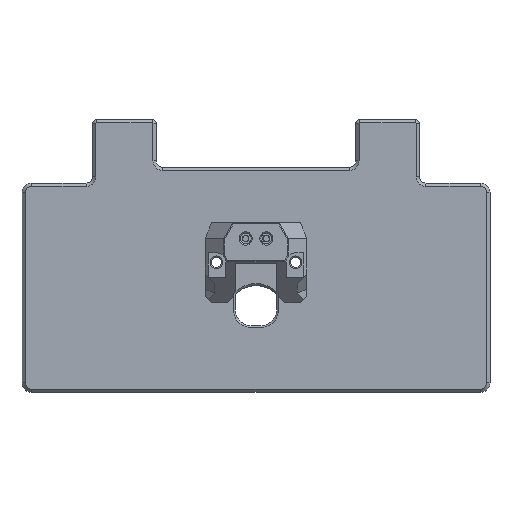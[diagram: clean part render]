
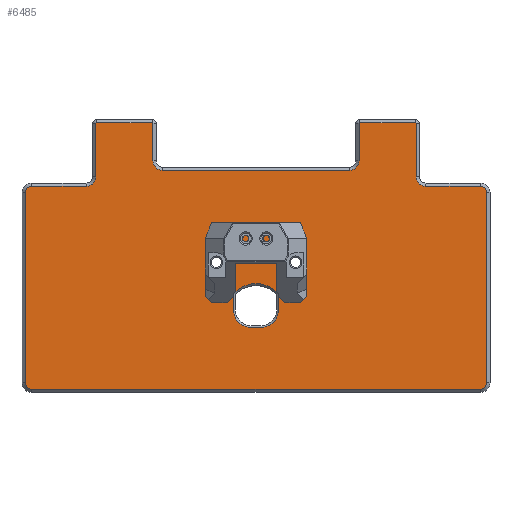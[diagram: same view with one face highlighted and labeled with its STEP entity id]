
A CAD part, top view. The second image highlights one B-rep face of the part: STEP entity #6485.
In plain terms, the highlighted face is planar.
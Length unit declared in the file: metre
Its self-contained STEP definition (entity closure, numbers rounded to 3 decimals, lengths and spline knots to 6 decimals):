
#172=CIRCLE('',#7021,0.00295);
#173=CIRCLE('',#7022,0.00295);
#174=CIRCLE('',#7023,0.0002);
#175=CIRCLE('',#7024,0.0002);
#176=CIRCLE('',#7025,0.003);
#177=CIRCLE('',#7026,0.002);
#178=CIRCLE('',#7027,0.002);
#179=CIRCLE('',#7028,0.002);
#180=CIRCLE('',#7029,0.002);
#181=CIRCLE('',#7030,0.003);
#182=CIRCLE('',#7031,0.0002);
#183=CIRCLE('',#7032,0.0002);
#184=CIRCLE('',#7033,0.003);
#185=CIRCLE('',#7034,0.003);
#186=CIRCLE('',#7035,0.0096);
#187=CIRCLE('',#7036,0.0056);
#188=CIRCLE('',#7037,0.0056);
#560=ORIENTED_EDGE('',*,*,#2474,.T.);
#561=ORIENTED_EDGE('',*,*,#2475,.T.);
#562=ORIENTED_EDGE('',*,*,#2476,.T.);
#563=ORIENTED_EDGE('',*,*,#2477,.T.);
#564=ORIENTED_EDGE('',*,*,#2478,.T.);
#565=ORIENTED_EDGE('',*,*,#2479,.T.);
#566=ORIENTED_EDGE('',*,*,#2480,.T.);
#567=ORIENTED_EDGE('',*,*,#2481,.T.);
#568=ORIENTED_EDGE('',*,*,#2482,.T.);
#569=ORIENTED_EDGE('',*,*,#2483,.T.);
#570=ORIENTED_EDGE('',*,*,#2484,.T.);
#571=ORIENTED_EDGE('',*,*,#2485,.T.);
#572=ORIENTED_EDGE('',*,*,#2486,.T.);
#573=ORIENTED_EDGE('',*,*,#2487,.T.);
#574=ORIENTED_EDGE('',*,*,#2488,.T.);
#575=ORIENTED_EDGE('',*,*,#2489,.T.);
#576=ORIENTED_EDGE('',*,*,#2490,.T.);
#577=ORIENTED_EDGE('',*,*,#2491,.T.);
#578=ORIENTED_EDGE('',*,*,#2492,.T.);
#579=ORIENTED_EDGE('',*,*,#2493,.T.);
#580=ORIENTED_EDGE('',*,*,#2494,.T.);
#581=ORIENTED_EDGE('',*,*,#2495,.T.);
#582=ORIENTED_EDGE('',*,*,#2496,.T.);
#583=ORIENTED_EDGE('',*,*,#2497,.T.);
#584=ORIENTED_EDGE('',*,*,#2498,.T.);
#585=ORIENTED_EDGE('',*,*,#2499,.T.);
#586=ORIENTED_EDGE('',*,*,#2500,.T.);
#587=ORIENTED_EDGE('',*,*,#2501,.T.);
#588=ORIENTED_EDGE('',*,*,#2502,.T.);
#589=ORIENTED_EDGE('',*,*,#2503,.T.);
#590=ORIENTED_EDGE('',*,*,#2504,.T.);
#591=ORIENTED_EDGE('',*,*,#2505,.T.);
#2474=EDGE_CURVE('',#3425,#3425,#172,.T.);
#2475=EDGE_CURVE('',#3426,#3426,#173,.T.);
#2476=EDGE_CURVE('',#3427,#3428,#4021,.T.);
#2477=EDGE_CURVE('',#3428,#3429,#174,.F.);
#2478=EDGE_CURVE('',#3429,#3430,#4022,.T.);
#2479=EDGE_CURVE('',#3430,#3431,#175,.F.);
#2480=EDGE_CURVE('',#3431,#3432,#4023,.T.);
#2481=EDGE_CURVE('',#3432,#3433,#176,.T.);
#2482=EDGE_CURVE('',#3433,#3434,#4024,.T.);
#2483=EDGE_CURVE('',#3434,#3435,#177,.F.);
#2484=EDGE_CURVE('',#3435,#3436,#4025,.T.);
#2485=EDGE_CURVE('',#3436,#3437,#178,.F.);
#2486=EDGE_CURVE('',#3437,#3438,#4026,.T.);
#2487=EDGE_CURVE('',#3438,#3439,#179,.F.);
#2488=EDGE_CURVE('',#3439,#3440,#4027,.T.);
#2489=EDGE_CURVE('',#3440,#3441,#180,.F.);
#2490=EDGE_CURVE('',#3441,#3442,#4028,.T.);
#2491=EDGE_CURVE('',#3442,#3443,#181,.T.);
#2492=EDGE_CURVE('',#3443,#3444,#4029,.T.);
#2493=EDGE_CURVE('',#3444,#3445,#182,.F.);
#2494=EDGE_CURVE('',#3445,#3446,#4030,.T.);
#2495=EDGE_CURVE('',#3446,#3447,#183,.F.);
#2496=EDGE_CURVE('',#3447,#3448,#4031,.T.);
#2497=EDGE_CURVE('',#3448,#3449,#184,.T.);
#2498=EDGE_CURVE('',#3449,#3450,#4032,.T.);
#2499=EDGE_CURVE('',#3450,#3427,#185,.T.);
#2500=EDGE_CURVE('',#3451,#3452,#4033,.T.);
#2501=EDGE_CURVE('',#3452,#3453,#186,.T.);
#2502=EDGE_CURVE('',#3453,#3454,#4034,.T.);
#2503=EDGE_CURVE('',#3454,#3455,#187,.T.);
#2504=EDGE_CURVE('',#3455,#3456,#4035,.T.);
#2505=EDGE_CURVE('',#3456,#3451,#188,.T.);
#3425=VERTEX_POINT('',#9791);
#3426=VERTEX_POINT('',#9793);
#3427=VERTEX_POINT('',#9795);
#3428=VERTEX_POINT('',#9796);
#3429=VERTEX_POINT('',#9798);
#3430=VERTEX_POINT('',#9800);
#3431=VERTEX_POINT('',#9802);
#3432=VERTEX_POINT('',#9804);
#3433=VERTEX_POINT('',#9806);
#3434=VERTEX_POINT('',#9808);
#3435=VERTEX_POINT('',#9810);
#3436=VERTEX_POINT('',#9812);
#3437=VERTEX_POINT('',#9814);
#3438=VERTEX_POINT('',#9816);
#3439=VERTEX_POINT('',#9818);
#3440=VERTEX_POINT('',#9820);
#3441=VERTEX_POINT('',#9822);
#3442=VERTEX_POINT('',#9824);
#3443=VERTEX_POINT('',#9826);
#3444=VERTEX_POINT('',#9828);
#3445=VERTEX_POINT('',#9830);
#3446=VERTEX_POINT('',#9832);
#3447=VERTEX_POINT('',#9834);
#3448=VERTEX_POINT('',#9836);
#3449=VERTEX_POINT('',#9838);
#3450=VERTEX_POINT('',#9840);
#3451=VERTEX_POINT('',#9843);
#3452=VERTEX_POINT('',#9844);
#3453=VERTEX_POINT('',#9846);
#3454=VERTEX_POINT('',#9848);
#3455=VERTEX_POINT('',#9850);
#3456=VERTEX_POINT('',#9852);
#4021=LINE('',#9794,#4740);
#4022=LINE('',#9799,#4741);
#4023=LINE('',#9803,#4742);
#4024=LINE('',#9807,#4743);
#4025=LINE('',#9811,#4744);
#4026=LINE('',#9815,#4745);
#4027=LINE('',#9819,#4746);
#4028=LINE('',#9823,#4747);
#4029=LINE('',#9827,#4748);
#4030=LINE('',#9831,#4749);
#4031=LINE('',#9835,#4750);
#4032=LINE('',#9839,#4751);
#4033=LINE('',#9842,#4752);
#4034=LINE('',#9847,#4753);
#4035=LINE('',#9851,#4754);
#4740=VECTOR('',#7778,1.);
#4741=VECTOR('',#7781,1.);
#4742=VECTOR('',#7784,1.);
#4743=VECTOR('',#7787,1.);
#4744=VECTOR('',#7790,1.);
#4745=VECTOR('',#7793,1.);
#4746=VECTOR('',#7796,1.);
#4747=VECTOR('',#7799,1.);
#4748=VECTOR('',#7802,1.);
#4749=VECTOR('',#7805,1.);
#4750=VECTOR('',#7808,1.);
#4751=VECTOR('',#7811,1.);
#4752=VECTOR('',#7814,1.);
#4753=VECTOR('',#7817,1.);
#4754=VECTOR('',#7820,1.);
#5377=EDGE_LOOP('',(#560));
#5378=EDGE_LOOP('',(#561));
#5379=EDGE_LOOP('',(#562,#563,#564,#565,#566,#567,#568,#569,#570,#571,#572,
#573,#574,#575,#576,#577,#578,#579,#580,#581,#582,#583,#584,#585));
#5380=EDGE_LOOP('',(#586,#587,#588,#589,#590,#591));
#5810=FACE_BOUND('',#5377,.T.);
#5811=FACE_BOUND('',#5378,.T.);
#5812=FACE_BOUND('',#5379,.T.);
#5813=FACE_BOUND('',#5380,.T.);
#6236=PLANE('',#7020);
#6485=ADVANCED_FACE('',(#5810,#5811,#5812,#5813),#6236,.F.);
#7020=AXIS2_PLACEMENT_3D('',#9789,#7772,#7773);
#7021=AXIS2_PLACEMENT_3D('',#9790,#7774,#7775);
#7022=AXIS2_PLACEMENT_3D('',#9792,#7776,#7777);
#7023=AXIS2_PLACEMENT_3D('',#9797,#7779,#7780);
#7024=AXIS2_PLACEMENT_3D('',#9801,#7782,#7783);
#7025=AXIS2_PLACEMENT_3D('',#9805,#7785,#7786);
#7026=AXIS2_PLACEMENT_3D('',#9809,#7788,#7789);
#7027=AXIS2_PLACEMENT_3D('',#9813,#7791,#7792);
#7028=AXIS2_PLACEMENT_3D('',#9817,#7794,#7795);
#7029=AXIS2_PLACEMENT_3D('',#9821,#7797,#7798);
#7030=AXIS2_PLACEMENT_3D('',#9825,#7800,#7801);
#7031=AXIS2_PLACEMENT_3D('',#9829,#7803,#7804);
#7032=AXIS2_PLACEMENT_3D('',#9833,#7806,#7807);
#7033=AXIS2_PLACEMENT_3D('',#9837,#7809,#7810);
#7034=AXIS2_PLACEMENT_3D('',#9841,#7812,#7813);
#7035=AXIS2_PLACEMENT_3D('',#9845,#7815,#7816);
#7036=AXIS2_PLACEMENT_3D('',#9849,#7818,#7819);
#7037=AXIS2_PLACEMENT_3D('',#9853,#7821,#7822);
#7772=DIRECTION('',(0.,0.,1.));
#7773=DIRECTION('',(1.,0.,0.));
#7774=DIRECTION('',(0.,0.,1.));
#7775=DIRECTION('',(1.,0.,0.));
#7776=DIRECTION('',(0.,0.,1.));
#7777=DIRECTION('',(1.,0.,0.));
#7778=DIRECTION('',(0.,-1.,0.));
#7779=DIRECTION('',(0.,0.,1.));
#7780=DIRECTION('',(1.,0.,0.));
#7781=DIRECTION('',(-1.,0.,0.));
#7782=DIRECTION('',(0.,0.,1.));
#7783=DIRECTION('',(1.,0.,0.));
#7784=DIRECTION('',(0.,1.,0.));
#7785=DIRECTION('',(0.,0.,1.));
#7786=DIRECTION('',(1.,0.,0.));
#7787=DIRECTION('',(-1.,0.,0.));
#7788=DIRECTION('',(0.,0.,1.));
#7789=DIRECTION('',(1.,0.,0.));
#7790=DIRECTION('',(0.,1.,0.));
#7791=DIRECTION('',(0.,0.,1.));
#7792=DIRECTION('',(1.,0.,0.));
#7793=DIRECTION('',(1.,0.,0.));
#7794=DIRECTION('',(0.,0.,1.));
#7795=DIRECTION('',(1.,0.,0.));
#7796=DIRECTION('',(0.,-1.,0.));
#7797=DIRECTION('',(0.,0.,1.));
#7798=DIRECTION('',(1.,0.,0.));
#7799=DIRECTION('',(-1.,0.,0.));
#7800=DIRECTION('',(0.,0.,1.));
#7801=DIRECTION('',(1.,0.,0.));
#7802=DIRECTION('',(0.,-1.,0.));
#7803=DIRECTION('',(0.,0.,1.));
#7804=DIRECTION('',(1.,0.,0.));
#7805=DIRECTION('',(-1.,0.,0.));
#7806=DIRECTION('',(0.,0.,1.));
#7807=DIRECTION('',(1.,0.,0.));
#7808=DIRECTION('',(0.,1.,0.));
#7809=DIRECTION('',(0.,0.,1.));
#7810=DIRECTION('',(1.,0.,0.));
#7811=DIRECTION('',(-1.,0.,0.));
#7812=DIRECTION('',(0.,0.,1.));
#7813=DIRECTION('',(1.,0.,0.));
#7814=DIRECTION('',(0.,-1.,0.));
#7815=DIRECTION('',(0.,0.,1.));
#7816=DIRECTION('',(1.,0.,0.));
#7817=DIRECTION('',(0.,1.,0.));
#7818=DIRECTION('',(0.,0.,1.));
#7819=DIRECTION('',(1.,0.,0.));
#7820=DIRECTION('',(-1.,0.,0.));
#7821=DIRECTION('',(0.,0.,1.));
#7822=DIRECTION('',(1.,0.,0.));
#9789=CARTESIAN_POINT('',(0.,0.,0.002));
#9790=CARTESIAN_POINT('',(-0.0125,0.025,0.002));
#9791=CARTESIAN_POINT('',(-0.00955,0.025,0.002));
#9792=CARTESIAN_POINT('',(0.0125,0.025,0.002));
#9793=CARTESIAN_POINT('',(0.01545,0.025,0.002));
#9794=CARTESIAN_POINT('',(-0.0325,-0.0188,0.002));
#9795=CARTESIAN_POINT('',(-0.0325,-0.007,0.002));
#9796=CARTESIAN_POINT('',(-0.0325,-0.0188,0.002));
#9797=CARTESIAN_POINT('',(-0.0327,-0.0188,0.002));
#9798=CARTESIAN_POINT('',(-0.0327,-0.019,0.002));
#9799=CARTESIAN_POINT('',(-0.0503,-0.019,0.002));
#9800=CARTESIAN_POINT('',(-0.0503,-0.019,0.002));
#9801=CARTESIAN_POINT('',(-0.0503,-0.0188,0.002));
#9802=CARTESIAN_POINT('',(-0.0505,-0.0188,0.002));
#9803=CARTESIAN_POINT('',(-0.0505,-0.002,0.002));
#9804=CARTESIAN_POINT('',(-0.0505,-0.002,0.002));
#9805=CARTESIAN_POINT('',(-0.0535,-0.002,0.002));
#9806=CARTESIAN_POINT('',(-0.0535,0.001,0.002));
#9807=CARTESIAN_POINT('',(-0.0708,0.001,0.002));
#9808=CARTESIAN_POINT('',(-0.0708,0.001,0.002));
#9809=CARTESIAN_POINT('',(-0.0708,0.003,0.002));
#9810=CARTESIAN_POINT('',(-0.0728,0.003,0.002));
#9811=CARTESIAN_POINT('',(-0.0728,0.063,0.002));
#9812=CARTESIAN_POINT('',(-0.0728,0.063,0.002));
#9813=CARTESIAN_POINT('',(-0.0708,0.063,0.002));
#9814=CARTESIAN_POINT('',(-0.0708,0.065,0.002));
#9815=CARTESIAN_POINT('',(0.,0.065,0.002));
#9816=CARTESIAN_POINT('',(0.0708,0.065,0.002));
#9817=CARTESIAN_POINT('',(0.0708,0.063,0.002));
#9818=CARTESIAN_POINT('',(0.0728,0.063,0.002));
#9819=CARTESIAN_POINT('',(0.0728,0.,0.002));
#9820=CARTESIAN_POINT('',(0.0728,0.003,0.002));
#9821=CARTESIAN_POINT('',(0.0708,0.003,0.002));
#9822=CARTESIAN_POINT('',(0.0708,0.001,0.002));
#9823=CARTESIAN_POINT('',(0.,0.001,0.002));
#9824=CARTESIAN_POINT('',(0.0535,0.001,0.002));
#9825=CARTESIAN_POINT('',(0.0535,-0.002,0.002));
#9826=CARTESIAN_POINT('',(0.0505,-0.002,0.002));
#9827=CARTESIAN_POINT('',(0.0505,-0.0188,0.002));
#9828=CARTESIAN_POINT('',(0.0505,-0.0188,0.002));
#9829=CARTESIAN_POINT('',(0.0503,-0.0188,0.002));
#9830=CARTESIAN_POINT('',(0.0503,-0.019,0.002));
#9831=CARTESIAN_POINT('',(0.0327,-0.019,0.002));
#9832=CARTESIAN_POINT('',(0.0327,-0.019,0.002));
#9833=CARTESIAN_POINT('',(0.0327,-0.0188,0.002));
#9834=CARTESIAN_POINT('',(0.0325,-0.0188,0.002));
#9835=CARTESIAN_POINT('',(0.0325,-0.007,0.002));
#9836=CARTESIAN_POINT('',(0.0325,-0.007,0.002));
#9837=CARTESIAN_POINT('',(0.0295,-0.007,0.002));
#9838=CARTESIAN_POINT('',(0.0295,-0.004,0.002));
#9839=CARTESIAN_POINT('',(-0.0295,-0.004,0.002));
#9840=CARTESIAN_POINT('',(-0.0295,-0.004,0.002));
#9841=CARTESIAN_POINT('',(-0.0295,-0.007,0.002));
#9842=CARTESIAN_POINT('',(-0.0071,0.,0.002));
#9843=CARTESIAN_POINT('',(-0.0071,0.04,0.002));
#9844=CARTESIAN_POINT('',(-0.0071,0.034864,0.002));
#9845=CARTESIAN_POINT('',(0.,0.041325,0.002));
#9846=CARTESIAN_POINT('',(0.0071,0.034864,0.002));
#9847=CARTESIAN_POINT('',(0.0071,0.04,0.002));
#9848=CARTESIAN_POINT('',(0.0071,0.04,0.002));
#9849=CARTESIAN_POINT('',(0.0015,0.04,0.002));
#9850=CARTESIAN_POINT('',(0.0015,0.0456,0.002));
#9851=CARTESIAN_POINT('',(-0.0015,0.0456,0.002));
#9852=CARTESIAN_POINT('',(-0.0015,0.0456,0.002));
#9853=CARTESIAN_POINT('',(-0.0015,0.04,0.002));
